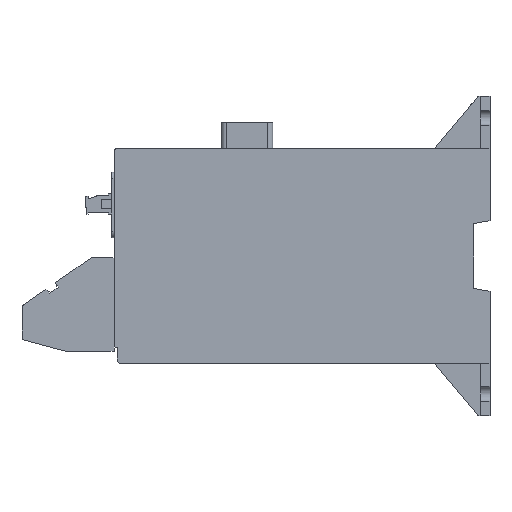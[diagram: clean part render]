
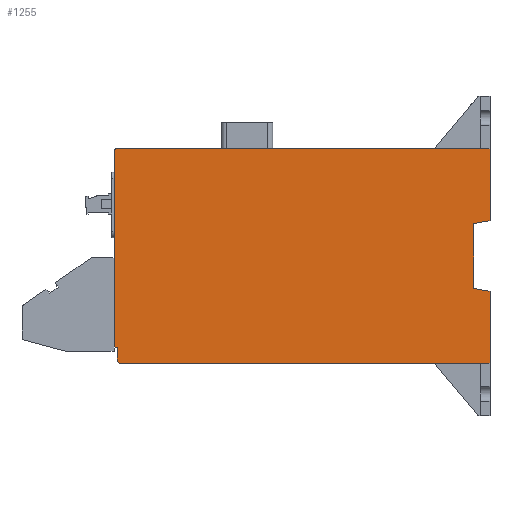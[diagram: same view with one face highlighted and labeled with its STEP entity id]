
A CAD part, left-side view. The second image highlights one B-rep face of the part: STEP entity #1255.
In plain terms, the highlighted planar face has unit normal (-1, 0, 0).
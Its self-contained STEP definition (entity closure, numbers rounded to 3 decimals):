
#978=FACE_OUTER_BOUND('',#1891,.T.);
#1255=ADVANCED_FACE('',(#978),#1546,.T.);
#1546=PLANE('',#6597);
#1891=EDGE_LOOP('',(#2482,#2483,#2484,#2485,#2486,#2487,#2488,#2489,#2490,
#2491,#2492,#2493));
#2196=CIRCLE('',#6543,2.);
#2220=CIRCLE('',#6596,2.);
#2482=ORIENTED_EDGE('',*,*,#4463,.F.);
#2483=ORIENTED_EDGE('',*,*,#4464,.F.);
#2484=ORIENTED_EDGE('',*,*,#4465,.F.);
#2485=ORIENTED_EDGE('',*,*,#4466,.T.);
#2486=ORIENTED_EDGE('',*,*,#4467,.T.);
#2487=ORIENTED_EDGE('',*,*,#4460,.F.);
#2488=ORIENTED_EDGE('',*,*,#4468,.F.);
#2489=ORIENTED_EDGE('',*,*,#4469,.F.);
#2490=ORIENTED_EDGE('',*,*,#4470,.F.);
#2491=ORIENTED_EDGE('',*,*,#4471,.F.);
#2492=ORIENTED_EDGE('',*,*,#4472,.T.);
#2493=ORIENTED_EDGE('',*,*,#4391,.T.);
#3877=VERTEX_POINT('',#8909);
#3878=VERTEX_POINT('',#8911);
#3927=VERTEX_POINT('',#9057);
#3928=VERTEX_POINT('',#9059);
#3930=VERTEX_POINT('',#9065);
#3931=VERTEX_POINT('',#9067);
#3932=VERTEX_POINT('',#9069);
#3933=VERTEX_POINT('',#9071);
#3934=VERTEX_POINT('',#9074);
#3935=VERTEX_POINT('',#9076);
#3936=VERTEX_POINT('',#9078);
#3937=VERTEX_POINT('',#9080);
#4391=EDGE_CURVE('',#3877,#3878,#2196,.T.);
#4460=EDGE_CURVE('',#3927,#3928,#5297,.T.);
#4463=EDGE_CURVE('',#3930,#3878,#5300,.T.);
#4464=EDGE_CURVE('',#3931,#3930,#5301,.T.);
#4465=EDGE_CURVE('',#3932,#3931,#5302,.T.);
#4466=EDGE_CURVE('',#3932,#3933,#2220,.T.);
#4467=EDGE_CURVE('',#3933,#3928,#5303,.T.);
#4468=EDGE_CURVE('',#3934,#3927,#5304,.T.);
#4469=EDGE_CURVE('',#3935,#3934,#5305,.T.);
#4470=EDGE_CURVE('',#3936,#3935,#5306,.T.);
#4471=EDGE_CURVE('',#3937,#3936,#5307,.T.);
#4472=EDGE_CURVE('',#3937,#3877,#5308,.T.);
#5297=LINE('',#9058,#5846);
#5300=LINE('',#9064,#5849);
#5301=LINE('',#9066,#5850);
#5302=LINE('',#9068,#5851);
#5303=LINE('',#9072,#5852);
#5304=LINE('',#9073,#5853);
#5305=LINE('',#9075,#5854);
#5306=LINE('',#9077,#5855);
#5307=LINE('',#9079,#5856);
#5308=LINE('',#9081,#5857);
#5846=VECTOR('',#7106,1.);
#5849=VECTOR('',#7111,1.);
#5850=VECTOR('',#7112,1.);
#5851=VECTOR('',#7113,1.);
#5852=VECTOR('',#7116,1.);
#5853=VECTOR('',#7117,1.);
#5854=VECTOR('',#7118,1.);
#5855=VECTOR('',#7119,1.);
#5856=VECTOR('',#7120,1.);
#5857=VECTOR('',#7121,1.);
#6543=AXIS2_PLACEMENT_3D('',#8912,#6957,#6958);
#6596=AXIS2_PLACEMENT_3D('',#9070,#7114,#7115);
#6597=AXIS2_PLACEMENT_3D('',#9082,#7122,#7123);
#6957=DIRECTION('',(-1.,0.,0.));
#6958=DIRECTION('',(0.,0.,1.));
#7106=DIRECTION('',(0.,0.,-1.));
#7111=DIRECTION('',(0.,0.,1.));
#7112=DIRECTION('',(0.,0.996,0.087));
#7113=DIRECTION('',(0.,0.,1.));
#7114=DIRECTION('',(-1.,0.,0.));
#7115=DIRECTION('',(0.,0.,1.));
#7116=DIRECTION('',(0.,-1.,0.));
#7117=DIRECTION('',(0.,-0.985,-0.174));
#7118=DIRECTION('',(0.,0.,-1.));
#7119=DIRECTION('',(0.,0.985,-0.174));
#7120=DIRECTION('',(0.,0.,-1.));
#7121=DIRECTION('',(0.,1.,0.));
#7122=DIRECTION('',(-1.,0.,0.));
#7123=DIRECTION('',(0.,0.,1.));
#8909=CARTESIAN_POINT('',(0.,222.731,159.778));
#8911=CARTESIAN_POINT('',(0.,224.731,157.778));
#8912=CARTESIAN_POINT('',(0.,222.731,157.778));
#9057=CARTESIAN_POINT('',(0.,0.,74.449));
#9058=CARTESIAN_POINT('',(0.,0.,159.527));
#9059=CARTESIAN_POINT('',(0.,0.,31.278));
#9064=CARTESIAN_POINT('',(0.,224.731,94.584));
#9065=CARTESIAN_POINT('',(0.,224.731,41.169));
#9066=CARTESIAN_POINT('',(0.,19.457,23.21));
#9067=CARTESIAN_POINT('',(0.,222.731,40.994));
#9068=CARTESIAN_POINT('',(0.,222.731,58.432));
#9069=CARTESIAN_POINT('',(0.,222.731,33.278));
#9070=CARTESIAN_POINT('',(0.,220.731,33.278));
#9071=CARTESIAN_POINT('',(0.,220.731,31.278));
#9072=CARTESIAN_POINT('',(0.,19.457,31.278));
#9073=CARTESIAN_POINT('',(0.,19.457,77.879));
#9074=CARTESIAN_POINT('',(0.,9.737,76.165));
#9075=CARTESIAN_POINT('',(0.,9.737,58.432));
#9076=CARTESIAN_POINT('',(0.,9.737,114.891));
#9077=CARTESIAN_POINT('',(0.,19.457,113.177));
#9078=CARTESIAN_POINT('',(0.,0.,116.608));
#9079=CARTESIAN_POINT('',(0.,0.,58.432));
#9080=CARTESIAN_POINT('',(0.,0.,159.778));
#9081=CARTESIAN_POINT('',(0.,19.457,159.778));
#9082=CARTESIAN_POINT('',(0.,0.439,13.076));
